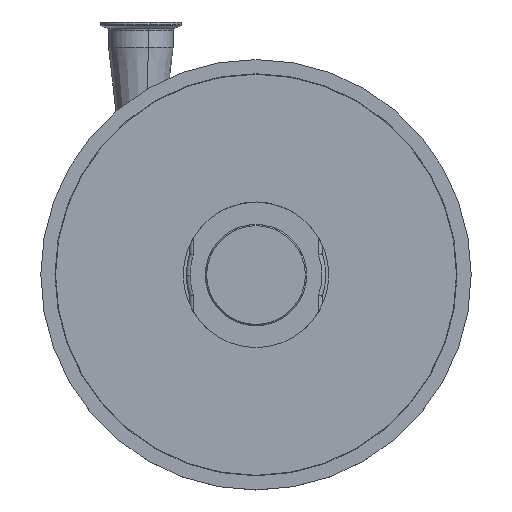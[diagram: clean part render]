
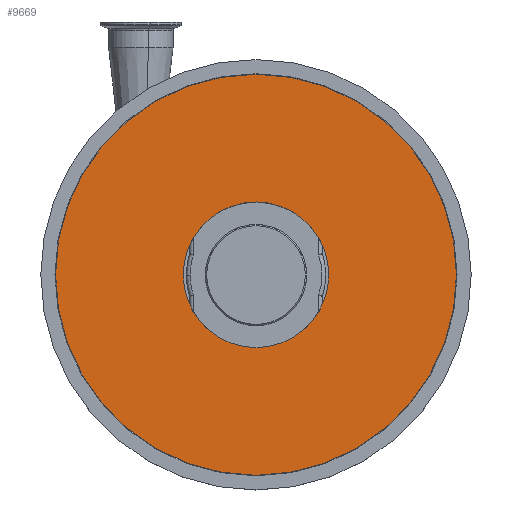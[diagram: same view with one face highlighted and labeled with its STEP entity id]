
A CAD part, top view. The second image highlights one B-rep face of the part: STEP entity #9669.
In plain terms, the highlighted planar face has unit normal (0, 0, 1).
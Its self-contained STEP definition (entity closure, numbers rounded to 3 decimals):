
#375 = EDGE_LOOP ( 'NONE', ( #9374, #383 ) ) ;
#383 = ORIENTED_EDGE ( 'NONE', *, *, #5841, .F. ) ;
#599 = FACE_OUTER_BOUND ( 'NONE', #8048, .T. ) ;
#637 = AXIS2_PLACEMENT_3D ( 'NONE', #4205, #6769, #11283 ) ;
#920 = AXIS2_PLACEMENT_3D ( 'NONE', #8951, #4504, #6482 ) ;
#934 = DIRECTION ( 'NONE',  ( 0., 0., 1. ) ) ;
#1376 = CIRCLE ( 'NONE', #7057, 57.5 ) ;
#1683 = EDGE_CURVE ( 'NONE', #6551, #5005, #3849, .T. ) ;
#1872 = VERTEX_POINT ( 'NONE', #11026 ) ;
#2573 = DIRECTION ( 'NONE',  ( 1., 0., 0. ) ) ;
#2934 = DIRECTION ( 'NONE',  ( 1., 0., 0. ) ) ;
#3112 = CARTESIAN_POINT ( 'NONE',  ( 158.4, 0., -9. ) ) ;
#3849 = CIRCLE ( 'NONE', #8381, 158.4 ) ;
#4024 = FACE_BOUND ( 'NONE', #375, .T. ) ;
#4100 = AXIS2_PLACEMENT_3D ( 'NONE', #10122, #7217, #2934 ) ;
#4205 = CARTESIAN_POINT ( 'NONE',  ( 0., 0., -9. ) ) ;
#4504 = DIRECTION ( 'NONE',  ( 0., 0., 1. ) ) ;
#4872 = VERTEX_POINT ( 'NONE', #6572 ) ;
#5005 = VERTEX_POINT ( 'NONE', #10716 ) ;
#5841 = EDGE_CURVE ( 'NONE', #4872, #1872, #11128, .T. ) ;
#6075 = CARTESIAN_POINT ( 'NONE',  ( 0., 0., -9. ) ) ;
#6389 = EDGE_CURVE ( 'NONE', #5005, #6551, #11708, .T. ) ;
#6482 = DIRECTION ( 'NONE',  ( 1., 0., 0. ) ) ;
#6551 = VERTEX_POINT ( 'NONE', #3112 ) ;
#6572 = CARTESIAN_POINT ( 'NONE',  ( -57.5, 0., -9. ) ) ;
#6769 = DIRECTION ( 'NONE',  ( 0., 0., 1. ) ) ;
#7057 = AXIS2_PLACEMENT_3D ( 'NONE', #6075, #10692, #2573 ) ;
#7217 = DIRECTION ( 'NONE',  ( 0., 0., 1. ) ) ;
#8048 = EDGE_LOOP ( 'NONE', ( #10758, #10653 ) ) ;
#8381 = AXIS2_PLACEMENT_3D ( 'NONE', #10059, #934, #10994 ) ;
#8475 = EDGE_CURVE ( 'NONE', #1872, #4872, #1376, .T. ) ;
#8951 = CARTESIAN_POINT ( 'NONE',  ( 0., 0., -9. ) ) ;
#9374 = ORIENTED_EDGE ( 'NONE', *, *, #8475, .F. ) ;
#9565 = PLANE ( 'NONE',  #637 ) ;
#9669 = ADVANCED_FACE ( 'NONE', ( #599, #4024 ), #9565, .T. ) ;
#10059 = CARTESIAN_POINT ( 'NONE',  ( 0., 0., -9. ) ) ;
#10122 = CARTESIAN_POINT ( 'NONE',  ( 0., 0., -9. ) ) ;
#10653 = ORIENTED_EDGE ( 'NONE', *, *, #6389, .T. ) ;
#10692 = DIRECTION ( 'NONE',  ( 0., 0., 1. ) ) ;
#10716 = CARTESIAN_POINT ( 'NONE',  ( -158.4, 0., -9. ) ) ;
#10758 = ORIENTED_EDGE ( 'NONE', *, *, #1683, .T. ) ;
#10994 = DIRECTION ( 'NONE',  ( 1., 0., 0. ) ) ;
#11026 = CARTESIAN_POINT ( 'NONE',  ( 57.5, 0., -9. ) ) ;
#11128 = CIRCLE ( 'NONE', #4100, 57.5 ) ;
#11283 = DIRECTION ( 'NONE',  ( 1., 0., 0. ) ) ;
#11708 = CIRCLE ( 'NONE', #920, 158.4 ) ;
